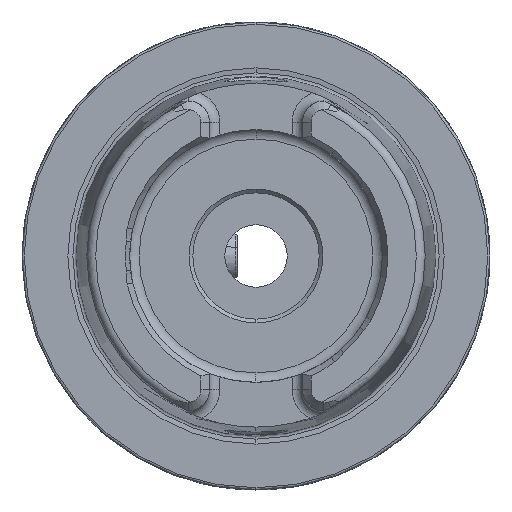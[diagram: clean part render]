
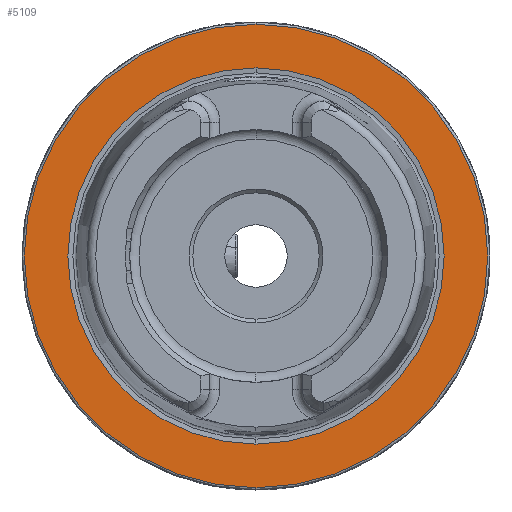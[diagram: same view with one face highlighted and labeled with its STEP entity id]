
A CAD part, left-side view. The second image highlights one B-rep face of the part: STEP entity #5109.
In plain terms, the highlighted planar face has unit normal (-1, 0, 0).
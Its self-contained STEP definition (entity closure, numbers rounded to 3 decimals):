
#334 = DIRECTION ( 'NONE',  ( -1., 0., 0. ) ) ;
#531 = EDGE_CURVE ( 'NONE', #5971, #6655, #6144, .T. ) ;
#720 = DIRECTION ( 'NONE',  ( -1., 0., 0. ) ) ;
#776 = FACE_BOUND ( 'NONE', #1238, .T. ) ;
#1203 = EDGE_CURVE ( 'NONE', #6169, #7983, #3195, .T. ) ;
#1238 = EDGE_LOOP ( 'NONE', ( #4335, #6717 ) ) ;
#1271 = AXIS2_PLACEMENT_3D ( 'NONE', #2217, #5409, #1593 ) ;
#1593 = DIRECTION ( 'NONE',  ( 0., 0., -1. ) ) ;
#2217 = CARTESIAN_POINT ( 'NONE',  ( 0., 31.2, 0. ) ) ;
#2760 = AXIS2_PLACEMENT_3D ( 'NONE', #7867, #7909, #7945 ) ;
#3195 = CIRCLE ( 'NONE', #7143, 31.2 ) ;
#3407 = CIRCLE ( 'NONE', #6530, 31.2 ) ;
#4078 = CIRCLE ( 'NONE', #5517, 25.324 ) ;
#4169 = CARTESIAN_POINT ( 'NONE',  ( 0., 0., 0. ) ) ;
#4335 = ORIENTED_EDGE ( 'NONE', *, *, #531, .F. ) ;
#4350 = DIRECTION ( 'NONE',  ( -1., 0., 0. ) ) ;
#4555 = CARTESIAN_POINT ( 'NONE',  ( 0., 0., 0. ) ) ;
#4812 = DIRECTION ( 'NONE',  ( 0., 0., 1. ) ) ;
#4822 = ORIENTED_EDGE ( 'NONE', *, *, #1203, .T. ) ;
#5109 = ADVANCED_FACE ( 'NONE', ( #776, #7153 ), #5349, .F. ) ;
#5205 = DIRECTION ( 'NONE',  ( 0., 0., 1. ) ) ;
#5349 = PLANE ( 'NONE',  #1271 ) ;
#5409 = DIRECTION ( 'NONE',  ( 1., 0., 0. ) ) ;
#5517 = AXIS2_PLACEMENT_3D ( 'NONE', #4555, #720, #5205 ) ;
#5617 = CARTESIAN_POINT ( 'NONE',  ( 0., 0., -25.324 ) ) ;
#5971 = VERTEX_POINT ( 'NONE', #7205 ) ;
#6009 = EDGE_CURVE ( 'NONE', #7983, #6169, #3407, .T. ) ;
#6114 = ORIENTED_EDGE ( 'NONE', *, *, #6009, .T. ) ;
#6144 = CIRCLE ( 'NONE', #2760, 25.324 ) ;
#6169 = VERTEX_POINT ( 'NONE', #6176 ) ;
#6176 = CARTESIAN_POINT ( 'NONE',  ( 0., 0., 31.2 ) ) ;
#6312 = EDGE_CURVE ( 'NONE', #6655, #5971, #4078, .T. ) ;
#6405 = CARTESIAN_POINT ( 'NONE',  ( 0., 0., -31.2 ) ) ;
#6530 = AXIS2_PLACEMENT_3D ( 'NONE', #4169, #334, #4812 ) ;
#6655 = VERTEX_POINT ( 'NONE', #5617 ) ;
#6717 = ORIENTED_EDGE ( 'NONE', *, *, #6312, .F. ) ;
#6939 = CARTESIAN_POINT ( 'NONE',  ( 0., 0., 0. ) ) ;
#7143 = AXIS2_PLACEMENT_3D ( 'NONE', #6939, #4350, #7305 ) ;
#7153 = FACE_OUTER_BOUND ( 'NONE', #8023, .T. ) ;
#7205 = CARTESIAN_POINT ( 'NONE',  ( 0., 0., 25.324 ) ) ;
#7305 = DIRECTION ( 'NONE',  ( 0., 0., 1. ) ) ;
#7867 = CARTESIAN_POINT ( 'NONE',  ( 0., 0., 0. ) ) ;
#7909 = DIRECTION ( 'NONE',  ( -1., 0., 0. ) ) ;
#7945 = DIRECTION ( 'NONE',  ( 0., 0., 1. ) ) ;
#7983 = VERTEX_POINT ( 'NONE', #6405 ) ;
#8023 = EDGE_LOOP ( 'NONE', ( #4822, #6114 ) ) ;
